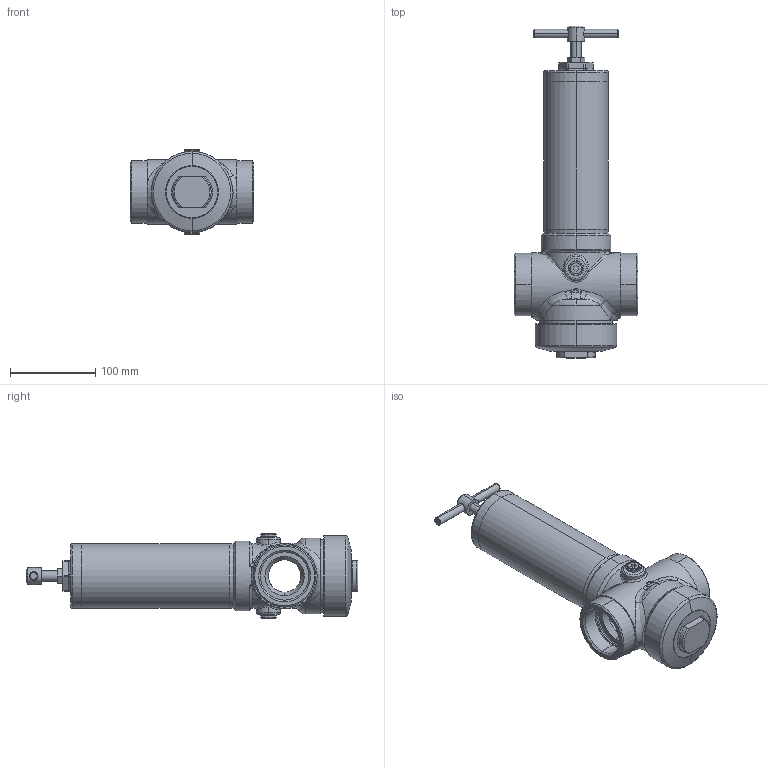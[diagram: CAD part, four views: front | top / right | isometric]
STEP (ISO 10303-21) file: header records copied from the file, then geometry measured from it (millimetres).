
FILE_DESCRIPTION (( 'STEP AP203' ), '1' );
FILE_NAME ('70 BG III G200 Female, Ø48-64.STEP', '2017-12-14T07:01:14', ( '' ), ( '' ), 'SwSTEP 2.0', 'SolidWorks 2016', '' );
FILE_SCHEMA (( 'CONFIG_CONTROL_DESIGN' ));
Length unit declared in the file: millimetre
Products named in the file (1): 70 BG III G200 Female, Ø48-64
Bounding box: 145 x 389 x 99 mm (x, y, z)
Volume: 487475.3 mm3; surface area: 226117.5 mm2
Topology: 8 solids, 8 shells, 397 faces, 886 edges, 523 vertices
Faces by surface type: cylinder 100, cone 99, plane 80, torus 76, bspline 34, sphere 8
Entity records: 15072 total; most frequent: CARTESIAN_POINT 6372, DIRECTION 1865, ORIENTED_EDGE 1772, EDGE_CURVE 886, AXIS2_PLACEMENT_3D 812, VERTEX_POINT 523, CIRCLE 448, EDGE_LOOP 431
